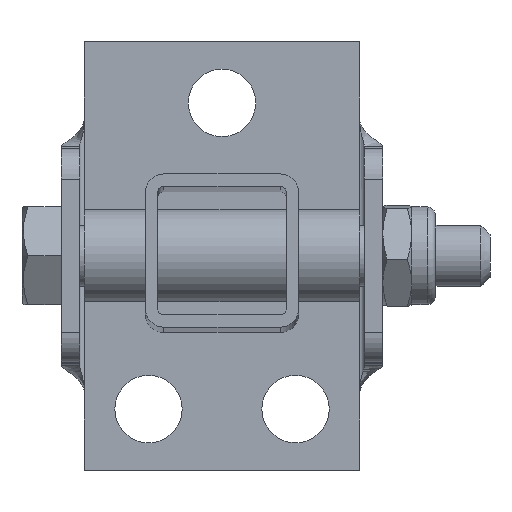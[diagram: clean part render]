
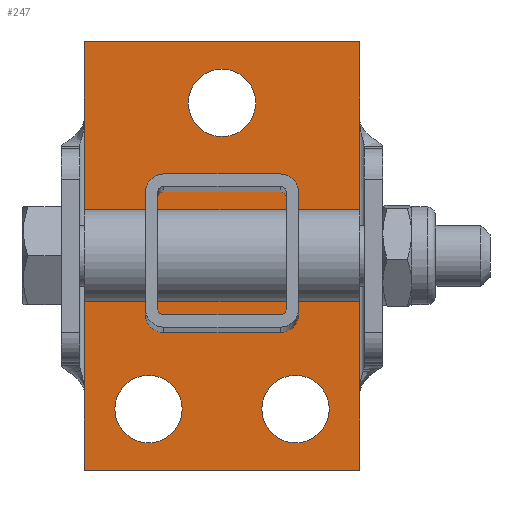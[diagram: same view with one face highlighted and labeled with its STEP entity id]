
A CAD part, top view. The second image highlights one B-rep face of the part: STEP entity #247.
In plain terms, the highlighted planar face has unit normal (0, 0, 1).
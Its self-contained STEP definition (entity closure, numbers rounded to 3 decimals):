
#247=ADVANCED_FACE('',(#1216,#1218,#1220,#1222),#1224,.T.);
#1216=FACE_BOUND('',#1217,.T.);
#1217=EDGE_LOOP('',(#2092,#2093,#2094,#2095,#2096,#2097,#2098,#2099));
#1218=FACE_BOUND('',#1219,.T.);
#1219=EDGE_LOOP('',(#2100));
#1220=FACE_BOUND('',#1221,.T.);
#1221=EDGE_LOOP('',(#2101));
#1222=FACE_BOUND('',#1223,.T.);
#1223=EDGE_LOOP('',(#2102));
#1224=PLANE('',#1225);
#1225=AXIS2_PLACEMENT_3D('',#1226,#1227,#1228);
#1226=CARTESIAN_POINT('',(17.083,-16.219,2.136));
#1227=DIRECTION('',(0.,0.,1.));
#1228=DIRECTION('',(1.,0.,0.));
#2092=ORIENTED_EDGE('',*,*,#2521,.F.);
#2093=ORIENTED_EDGE('',*,*,#2522,.T.);
#2094=ORIENTED_EDGE('',*,*,#2523,.T.);
#2095=ORIENTED_EDGE('',*,*,#2524,.T.);
#2096=ORIENTED_EDGE('',*,*,#2496,.T.);
#2097=ORIENTED_EDGE('',*,*,#2525,.T.);
#2098=ORIENTED_EDGE('',*,*,#2526,.T.);
#2099=ORIENTED_EDGE('',*,*,#2527,.T.);
#2100=ORIENTED_EDGE('',*,*,#2528,.T.);
#2101=ORIENTED_EDGE('',*,*,#2529,.T.);
#2102=ORIENTED_EDGE('',*,*,#2530,.T.);
#2496=EDGE_CURVE('',#2752,#2750,#2753,.T.);
#2521=EDGE_CURVE('',#2793,#2794,#2795,.T.);
#2522=EDGE_CURVE('',#2793,#2796,#2797,.T.);
#2523=EDGE_CURVE('',#2796,#2798,#2799,.T.);
#2524=EDGE_CURVE('',#2798,#2752,#2800,.T.);
#2525=EDGE_CURVE('',#2750,#2801,#2802,.T.);
#2526=EDGE_CURVE('',#2801,#2803,#2804,.T.);
#2527=EDGE_CURVE('',#2803,#2794,#2805,.T.);
#2528=EDGE_CURVE('',#2806,#2806,#2807,.F.);
#2529=EDGE_CURVE('',#2808,#2808,#2809,.F.);
#2530=EDGE_CURVE('',#2810,#2810,#2811,.F.);
#2750=VERTEX_POINT('',#3213);
#2752=VERTEX_POINT('',#3233);
#2753=LINE('',#3234,#3235);
#2793=VERTEX_POINT('',#3368);
#2794=VERTEX_POINT('',#3369);
#2795=LINE('',#3370,#3371);
#2796=VERTEX_POINT('',#3373);
#2797=LINE('',#3374,#3375);
#2798=VERTEX_POINT('',#3377);
#2799=LINE('',#3378,#3379);
#2800=LINE('',#3381,#3382);
#2801=VERTEX_POINT('',#3384);
#2802=LINE('',#3385,#3386);
#2803=VERTEX_POINT('',#3388);
#2804=LINE('',#3389,#3390);
#2805=LINE('',#3392,#3393);
#2806=VERTEX_POINT('',#3395);
#2807=CIRCLE('',#3396,5.5);
#2808=VERTEX_POINT('',#3400);
#2809=CIRCLE('',#3401,5.5);
#2810=VERTEX_POINT('',#3405);
#2811=CIRCLE('',#3406,5.5);
#3213=CARTESIAN_POINT('',(3.627,-39.251,2.136));
#3233=CARTESIAN_POINT('',(3.627,5.749,2.136));
#3234=CARTESIAN_POINT('',(3.627,5.749,2.136));
#3235=VECTOR('',#3236,1.);
#3236=DIRECTION('',(0.,-1.,0.));
#3368=CARTESIAN_POINT('',(48.53,5.749,2.136));
#3369=CARTESIAN_POINT('',(48.53,-39.251,2.136));
#3370=CARTESIAN_POINT('',(48.53,5.749,2.136));
#3371=VECTOR('',#3372,1.);
#3372=DIRECTION('',(0.,-1.,0.));
#3373=CARTESIAN_POINT('',(48.53,18.249,2.136));
#3374=CARTESIAN_POINT('',(48.53,5.749,2.136));
#3375=VECTOR('',#3376,1.);
#3376=DIRECTION('',(0.,1.,0.));
#3377=CARTESIAN_POINT('',(3.627,18.249,2.136));
#3378=CARTESIAN_POINT('',(48.53,18.249,2.136));
#3379=VECTOR('',#3380,1.);
#3380=DIRECTION('',(-1.,0.,0.));
#3381=CARTESIAN_POINT('',(3.627,18.249,2.136));
#3382=VECTOR('',#3383,1.);
#3383=DIRECTION('',(0.,-1.,0.));
#3384=CARTESIAN_POINT('',(3.627,-51.751,2.136));
#3385=CARTESIAN_POINT('',(3.627,-39.251,2.136));
#3386=VECTOR('',#3387,1.);
#3387=DIRECTION('',(0.,-1.,0.));
#3388=CARTESIAN_POINT('',(48.53,-51.751,2.136));
#3389=CARTESIAN_POINT('',(3.627,-51.751,2.136));
#3390=VECTOR('',#3391,1.);
#3391=DIRECTION('',(1.,0.,0.));
#3392=CARTESIAN_POINT('',(48.53,-51.751,2.136));
#3393=VECTOR('',#3394,1.);
#3394=DIRECTION('',(0.,1.,0.));
#3395=CARTESIAN_POINT('',(31.579,8.249,2.136));
#3396=AXIS2_PLACEMENT_3D('',#3397,#3398,#3399);
#3397=CARTESIAN_POINT('',(26.079,8.249,2.136));
#3398=DIRECTION('',(0.,0.,1.));
#3399=DIRECTION('',(1.,0.,0.));
#3400=CARTESIAN_POINT('',(19.579,-41.751,2.136));
#3401=AXIS2_PLACEMENT_3D('',#3402,#3403,#3404);
#3402=CARTESIAN_POINT('',(14.079,-41.751,2.136));
#3403=DIRECTION('',(0.,0.,1.));
#3404=DIRECTION('',(1.,0.,0.));
#3405=CARTESIAN_POINT('',(43.579,-41.751,2.136));
#3406=AXIS2_PLACEMENT_3D('',#3407,#3408,#3409);
#3407=CARTESIAN_POINT('',(38.079,-41.751,2.136));
#3408=DIRECTION('',(0.,0.,1.));
#3409=DIRECTION('',(1.,0.,0.));
